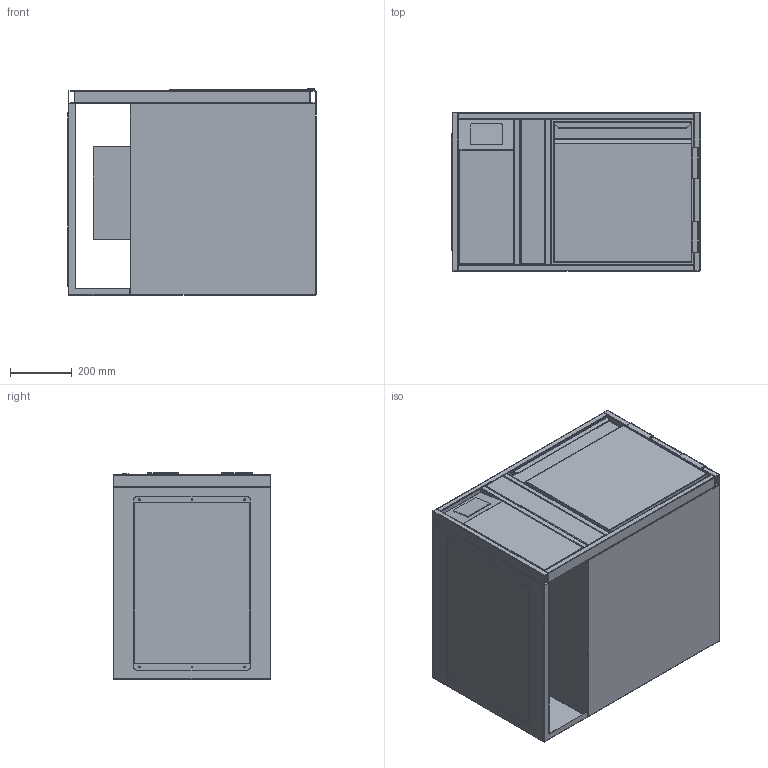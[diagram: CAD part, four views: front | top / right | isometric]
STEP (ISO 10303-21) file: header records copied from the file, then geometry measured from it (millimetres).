
FILE_DESCRIPTION (( 'STEP AP214' ), '1' );
FILE_NAME ('UTKZ-1-51-L-1T.step', '2024-11-06T14:56:22', ( '' ), ( '' ), 'SwSTEP 2.0', 'SolidWorks 2023', '' );
FILE_SCHEMA (( 'AUTOMOTIVE_DESIGN' ));
Length unit declared in the file: millimetre
Products named in the file (9): 24-01-54896_G-TK-Rahmen-Tür-460-510; 20-03-43331_G-KT-Auflage-400-660-Ohne-Rost; 23-10-54612_G-TK-Korpus-600-660-510-L; 20-03-43331_G-KT-Auflage-400-660-mit-Rost; 24-01-54902_TK-TUER-445-455-R; 24-02-55011_G-TK-Fach-Z-L-200-660-510; 24-01-54895_G-TK-Einbauelement-Tür-460-660-510-R; 21-11-50307_G-TK-FRR-510-800--600B-1SV80-200; UTKZ-1-51-L-1T
Assembly tree (8 placements, depth 3):
  UTKZ-1-51-L-1T
    23-10-54612_G-TK-Korpus-600-660-510-L
    21-11-50307_G-TK-FRR-510-800--600B-1SV80-200
    24-02-55011_G-TK-Fach-Z-L-200-660-510
    24-01-54895_G-TK-Einbauelement-Tür-460-660-510-R
      24-01-54896_G-TK-Rahmen-Tür-460-510
      24-01-54902_TK-TUER-445-455-R
      20-03-43331_G-KT-Auflage-400-660-Ohne-Rost
      20-03-43331_G-KT-Auflage-400-660-mit-Rost
Bounding box: 801 x 510 x 667.5 mm (x, y, z)
Volume: 109358946.9 mm3; surface area: 7146333.5 mm2
Topology: 21 solids, 21 shells, 974 faces, 2584 edges, 1640 vertices
Faces by surface type: cylinder 578, plane 343, sphere 22, torus 16, bspline 15
Entity records: 31953 total; most frequent: CARTESIAN_POINT 6015, DIRECTION 5529, ORIENTED_EDGE 5128, EDGE_CURVE 2564, AXIS2_PLACEMENT_3D 2064, VERTEX_POINT 1640, VECTOR 1401, LINE 1401
